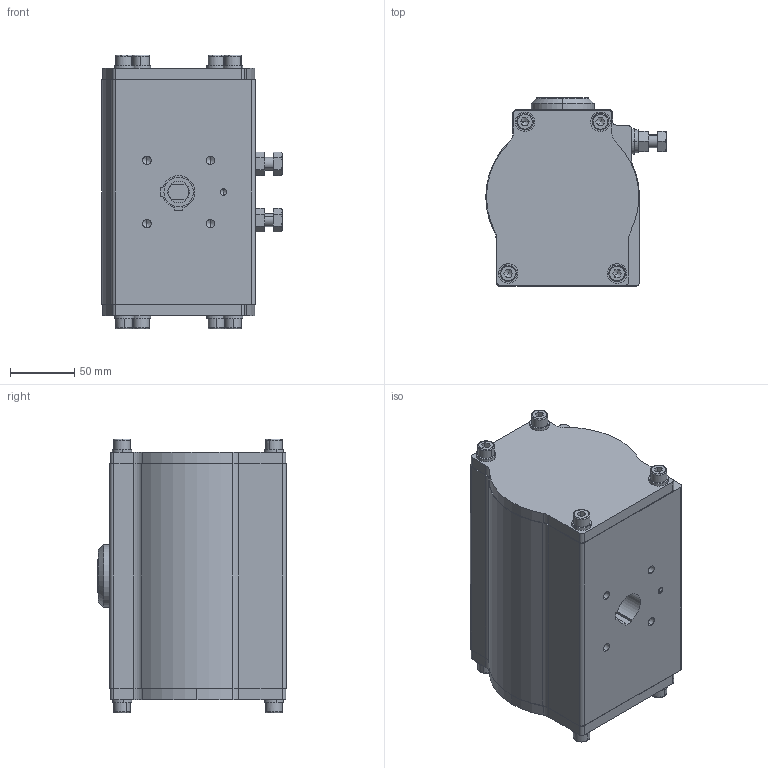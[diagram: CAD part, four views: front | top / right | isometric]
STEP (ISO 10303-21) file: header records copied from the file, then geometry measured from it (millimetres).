
FILE_DESCRIPTION (( 'STEP AP214' ), '1' );
FILE_NAME ('F89E-014-DA.STP', '2016-12-08T10:56:29', ( '' ), ( '' ), 'SwSTEP 2.0', 'SolidWorks 2014', '' );
FILE_SCHEMA (( 'AUTOMOTIVE_DESIGN' ));
Length unit declared in the file: millimetre
Products named in the file (1): F89E-014-DA
Bounding box: 140.85 x 147.2 x 213.92 mm (x, y, z)
Volume: 2834284.8 mm3; surface area: 148393.6 mm2
Topology: 2 solids, 2 shells, 466 faces, 1223 edges, 750 vertices
Faces by surface type: plane 176, cylinder 157, cone 102, bspline 31
Entity records: 20507 total; most frequent: CARTESIAN_POINT 4361, ORIENTED_EDGE 2338, DIRECTION 2283, EDGE_CURVE 1169, AXIS2_PLACEMENT_3D 891, VERTEX_POINT 750, EDGE_LOOP 515, LINE 501
